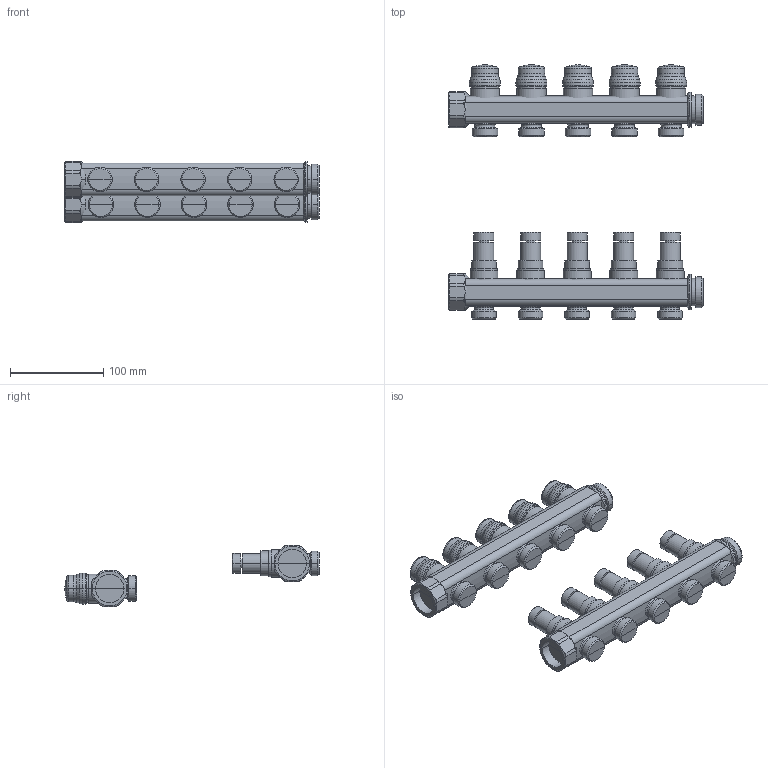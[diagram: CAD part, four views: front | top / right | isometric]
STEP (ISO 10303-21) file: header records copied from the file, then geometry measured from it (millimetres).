
FILE_DESCRIPTION(/* description */ (''),/* implementation_level */ '2;1');
FILE_NAME(/* name */ '662656 (STP).stp',/* time_stamp */ '2018-03-28T11:48:14+02:00',/* author */ ('ufftec'),/* organization */ (''),/* preprocessor_version */ 'ST-DEVELOPER v16.5',/* originating_system */ 'Autodesk Inventor 2017',/* authorisation */ '');
FILE_SCHEMA (('AUTOMOTIVE_DESIGN { 1 0 10303 214 3 1 1 }'));
Length unit declared in the file: millimetre
Products named in the file (24): 662656; 662656_1; 662656_1_1; 662656_2; 662656_3; 662656_4; 662656_5; 662656_6; 662656_7; 662656_8; 662656_9; 662656_10; 662656_11; 662656_12; 662656_13; 662656_14; 662656_15; 662656_16; 662656_17; 662656_18; 662656_19; 662656_20; 662656_21; 662656_22
Assembly tree (23 placements, depth 2):
  662656
    662656_1
    662656_1_1
    662656_2
    662656_3
    662656_4
    662656_5
    662656_6
    662656_7
    662656_8
    662656_9
    662656_10
    662656_11
    662656_12
    662656_13
    662656_14
    662656_15
    662656_16
    662656_17
    662656_18
    662656_19
    662656_20
    662656_21
    662656_22
Bounding box: 273.7 x 273.22 x 66 mm (x, y, z)
Volume: 1014330.8 mm3; surface area: 180055.2 mm2
Topology: 31 solids, 31 shells, 592 faces, 1215 edges, 675 vertices
Faces by surface type: plane 198, cylinder 194, cone 100, torus 70, bspline 30
Entity records: 16743 total; most frequent: CARTESIAN_POINT 4359, DIRECTION 2617, ORIENTED_EDGE 2410, EDGE_CURVE 1205, AXIS2_PLACEMENT_3D 1087, VERTEX_POINT 675, FACE_OUTER_BOUND 592, EDGE_LOOP 592
